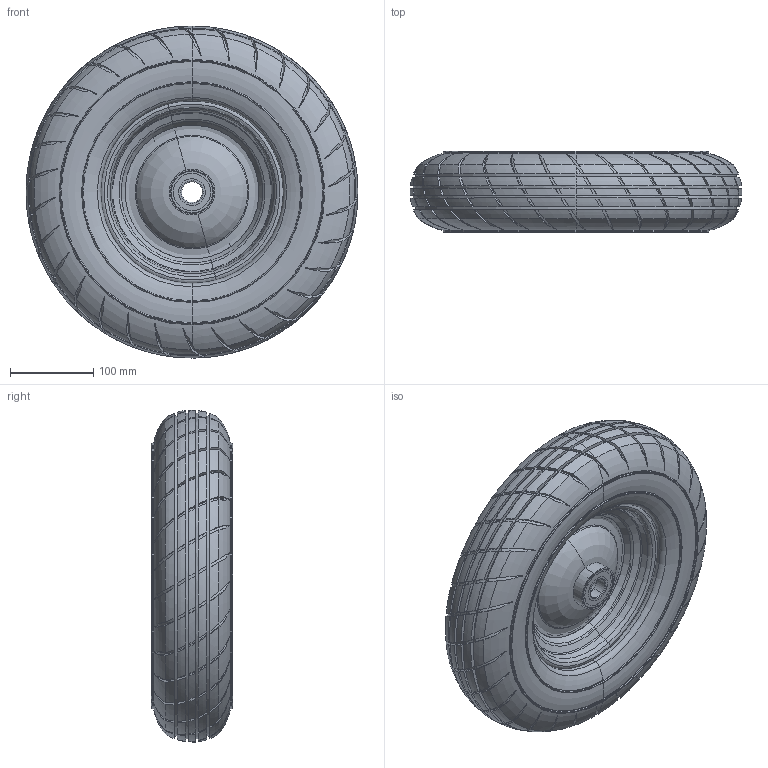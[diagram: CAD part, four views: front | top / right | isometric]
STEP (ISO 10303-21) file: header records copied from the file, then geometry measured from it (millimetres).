
FILE_DESCRIPTION (( 'STEP AP214' ), '1' );
FILE_NAME ('0037680.step', '2023-06-27T10:26:42', ( '' ), ( '' ), 'SwSTEP 2.0', 'SolidWorks 2020', '' );
FILE_SCHEMA (( 'AUTOMOTIVE_DESIGN' ));
Length unit declared in the file: millimetre
Products named in the file (1): 0037680
Bounding box: 399.72 x 97.62 x 399.81 mm (x, y, z)
Volume: 7196358.6 mm3; surface area: 600293.8 mm2
Topology: 14 solids, 14 shells, 1169 faces, 3241 edges, 2110 vertices
Faces by surface type: plane 668, torus 255, cylinder 214, cone 32
Entity records: 52264 total; most frequent: CARTESIAN_POINT 10303, ORIENTED_EDGE 6482, DIRECTION 5744, EDGE_CURVE 3241, AXIS2_PLACEMENT_3D 2179, VERTEX_POINT 2110, LINE 1386, VECTOR 1386
